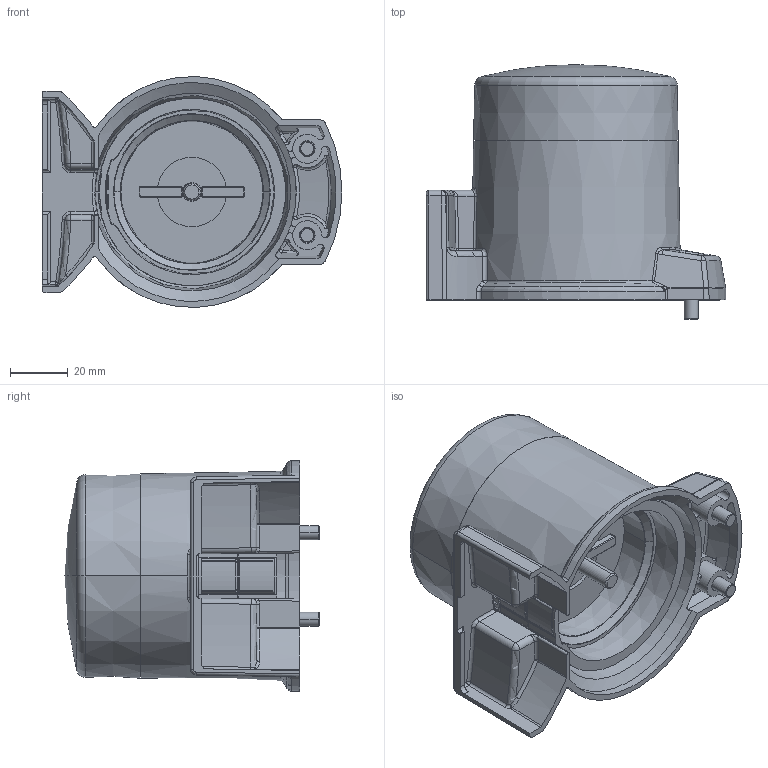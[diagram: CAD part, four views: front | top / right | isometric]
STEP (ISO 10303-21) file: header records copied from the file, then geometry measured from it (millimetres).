
FILE_DESCRIPTION((''),'2;1');
FILE_NAME('DM_CAD-3242_ZU_TEST_ASM','2018-02-15T',('creinig-se'),(''),'PRO/ENGINEER BY PARAMETRIC TECHNOLOGY CORPORATION, 2015440','PRO/ENGINEER BY PARAMETRIC TECHNOLOGY CORPORATION, 2015440','');
FILE_SCHEMA(('CONFIG_CONTROL_DESIGN'));
Products named in the file (4): DM_CAD-3242_04D8F6_7_SW0001; DM_CAD-1962_PUCK_F31K_TEST; DM_CAD-1962_BASE_SCREW; DM_CAD-3242_ZU_TEST_ASM
Assembly tree (4 placements, depth 2):
  DM_CAD-3242_ZU_TEST_ASM
    DM_CAD-3242_04D8F6_7_SW0001
    DM_CAD-1962_PUCK_F31K_TEST
    DM_CAD-1962_BASE_SCREW  x2
Bounding box: 104.07 x 88.35 x 80.06 mm (x, y, z)
Volume: 196569.9 mm3; surface area: 121419.5 mm2
Topology: 12 solids, 12 shells, 2562 faces, 7508 edges, 4976 vertices
Faces by surface type: plane 1040, bspline 629, cylinder 460, cone 215, torus 157, sphere 58, extrusion 3
Entity records: 119637 total; most frequent: CARTESIAN_POINT 39296, ORIENTED_EDGE 14586, DIRECTION 11418, EDGE_CURVE 7293, VERTEX_POINT 4867, AXIS2_PLACEMENT_3D 4621, CIRCLE 2712, PRESENTATION_STYLE_ASSIGNMENT 2613
